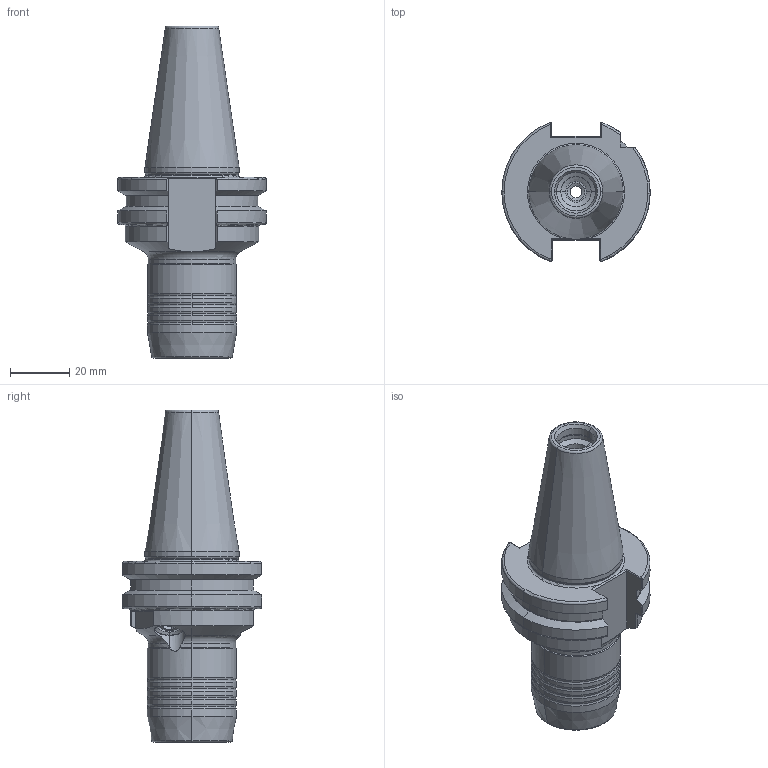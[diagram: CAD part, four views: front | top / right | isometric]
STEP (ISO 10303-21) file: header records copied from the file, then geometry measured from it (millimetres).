
FILE_DESCRIPTION (( 'STEP AP214' ), '1' );
FILE_NAME ('77.301.010 x=64_step.STEP', '2020-09-22T05:46:08', ( '' ), ( '' ), 'SwSTEP 2.0', 'SolidWorks 2018', '' );
FILE_SCHEMA (( 'AUTOMOTIVE_DESIGN' ));
Length unit declared in the file: millimetre
Products named in the file (1): 77.301.010 x=64_step
Bounding box: 49.95 x 46.97 x 111.8 mm (x, y, z)
Volume: 80161.5 mm3; surface area: 28009 mm2
Topology: 9 solids, 9 shells, 429 faces, 1013 edges, 609 vertices
Faces by surface type: cylinder 130, plane 109, cone 94, torus 78, bspline 14, sphere 4
Entity records: 20986 total; most frequent: CARTESIAN_POINT 6337, DIRECTION 2164, ORIENTED_EDGE 2000, EDGE_CURVE 1000, AXIS2_PLACEMENT_3D 904, VERTEX_POINT 606, CIRCLE 488, EDGE_LOOP 460
